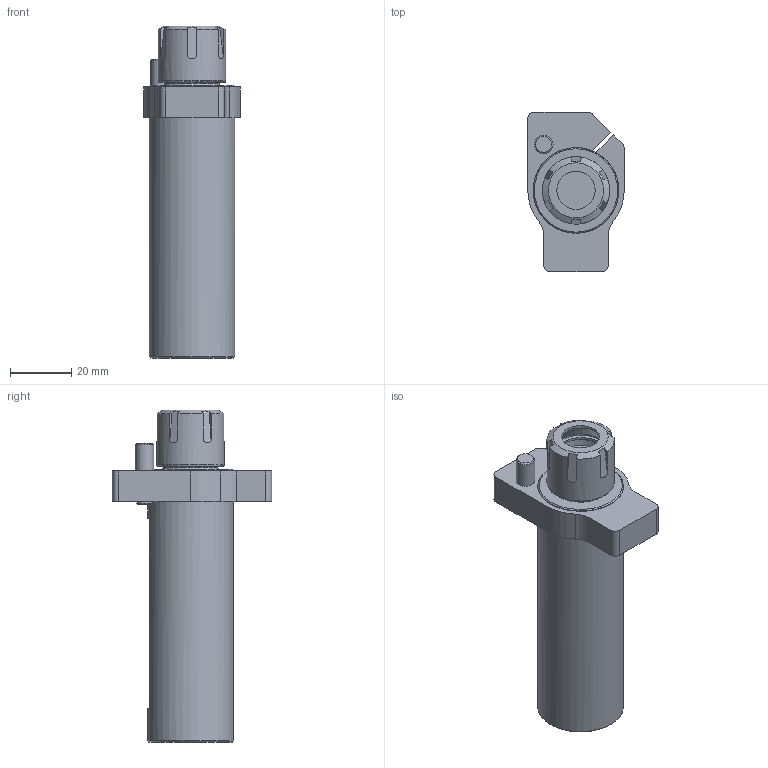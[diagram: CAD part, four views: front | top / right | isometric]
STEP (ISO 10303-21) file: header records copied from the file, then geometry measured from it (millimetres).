
FILE_DESCRIPTION(/* description */ (''),/* implementation_level */ '2;1');
FILE_NAME(/* name */ '10001061610nxv000_00_214.stp',/* time_stamp */ '2022-06-13T13:29:18+02:00',/* author */ (''),/* organization */ (''),/* preprocessor_version */ 'ST-DEVELOPER v16.7',/* originating_system */ 'SIEMENS PLM Software NX 12.0',/* authorisation */ '');
FILE_SCHEMA (('AUTOMOTIVE_DESIGN { 1 0 10303 214 3 1 1 1 }'));
Length unit declared in the file: millimetre
Products named in the file (1): 10001061610nxv000_00
Bounding box: 31.5 x 52 x 108.4 mm (x, y, z)
Volume: 67767.1 mm3; surface area: 14074 mm2
Topology: 1 solids, 1 shells, 78 faces, 195 edges, 125 vertices
Faces by surface type: plane 46, cylinder 19, cone 9, torus 3, sphere 1
Full cylindrical faces by diameter (mm): 5 x1, 6 x1, 12.5 x1, 17 x1, 17.8 x2, 19 x1, 20 x1, 22 x1, 28 x1
Entity records: 2142 total; most frequent: CARTESIAN_POINT 414, DIRECTION 368, ORIENTED_EDGE 316, EDGE_CURVE 158, AXIS2_PLACEMENT_3D 150, VERTEX_POINT 112, EDGE_LOOP 108, ADVANCED_FACE 77
